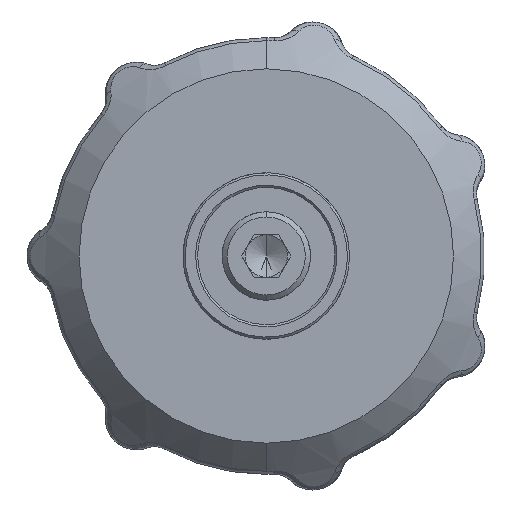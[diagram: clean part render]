
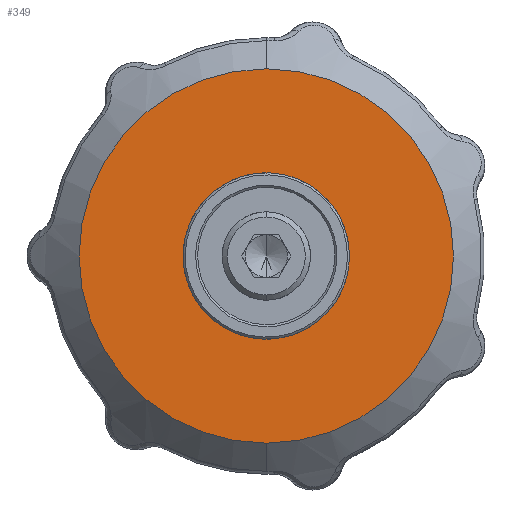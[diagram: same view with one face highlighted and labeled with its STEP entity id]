
A CAD part, front view. The second image highlights one B-rep face of the part: STEP entity #349.
In plain terms, the highlighted planar face has unit normal (0, -1, 0).
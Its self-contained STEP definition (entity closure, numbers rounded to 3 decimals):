
#349 = ADVANCED_FACE ( 'NONE', ( #19688, #2550 ), #11867, .F. ) ;
#611 = AXIS2_PLACEMENT_3D ( 'NONE', #18469, #19807, #13845 ) ;
#890 = DIRECTION ( 'NONE',  ( 0., 0., 1. ) ) ;
#1210 = CARTESIAN_POINT ( 'NONE',  ( 0., -4., 0. ) ) ;
#1229 = DIRECTION ( 'NONE',  ( 0., 0., 1. ) ) ;
#1857 = ORIENTED_EDGE ( 'NONE', *, *, #7880, .T. ) ;
#1887 = DIRECTION ( 'NONE',  ( 0., 0., 1. ) ) ;
#2550 = FACE_OUTER_BOUND ( 'NONE', #18138, .T. ) ;
#3894 = VERTEX_POINT ( 'NONE', #15038 ) ;
#4070 = ORIENTED_EDGE ( 'NONE', *, *, #4811, .T. ) ;
#4811 = EDGE_CURVE ( 'NONE', #18630, #3894, #5900, .T. ) ;
#5010 = CIRCLE ( 'NONE', #19215, 18. ) ;
#5339 = CARTESIAN_POINT ( 'NONE',  ( 0., -4., 0. ) ) ;
#5878 = CARTESIAN_POINT ( 'NONE',  ( 0., -4., 0. ) ) ;
#5900 = CIRCLE ( 'NONE', #611, 5.9 ) ;
#6874 = CARTESIAN_POINT ( 'NONE',  ( 0., -4., 18. ) ) ;
#7453 = CIRCLE ( 'NONE', #19013, 5.9 ) ;
#7880 = EDGE_CURVE ( 'NONE', #3894, #18630, #7453, .T. ) ;
#8094 = ORIENTED_EDGE ( 'NONE', *, *, #12204, .F. ) ;
#8610 = AXIS2_PLACEMENT_3D ( 'NONE', #9430, #11194, #1887 ) ;
#9430 = CARTESIAN_POINT ( 'NONE',  ( 0., -4., 0. ) ) ;
#9442 = EDGE_LOOP ( 'NONE', ( #1857, #4070 ) ) ;
#9953 = CIRCLE ( 'NONE', #8610, 18. ) ;
#11194 = DIRECTION ( 'NONE',  ( 0., 1., 0. ) ) ;
#11614 = ORIENTED_EDGE ( 'NONE', *, *, #13076, .F. ) ;
#11867 = PLANE ( 'NONE',  #18263 ) ;
#11967 = DIRECTION ( 'NONE',  ( 0., 1., 0. ) ) ;
#12204 = EDGE_CURVE ( 'NONE', #17746, #17188, #9953, .T. ) ;
#12998 = CARTESIAN_POINT ( 'NONE',  ( 0., -4., 5.9 ) ) ;
#13076 = EDGE_CURVE ( 'NONE', #17188, #17746, #5010, .T. ) ;
#13845 = DIRECTION ( 'NONE',  ( 0., 0., 1. ) ) ;
#13849 = DIRECTION ( 'NONE',  ( 0., 1., 0. ) ) ;
#15038 = CARTESIAN_POINT ( 'NONE',  ( 0., -4., -5.9 ) ) ;
#17188 = VERTEX_POINT ( 'NONE', #6874 ) ;
#17746 = VERTEX_POINT ( 'NONE', #20165 ) ;
#18138 = EDGE_LOOP ( 'NONE', ( #11614, #8094 ) ) ;
#18263 = AXIS2_PLACEMENT_3D ( 'NONE', #5339, #11967, #19895 ) ;
#18469 = CARTESIAN_POINT ( 'NONE',  ( 0., -4., 0. ) ) ;
#18630 = VERTEX_POINT ( 'NONE', #12998 ) ;
#19013 = AXIS2_PLACEMENT_3D ( 'NONE', #5878, #13849, #1229 ) ;
#19215 = AXIS2_PLACEMENT_3D ( 'NONE', #1210, #20111, #890 ) ;
#19688 = FACE_BOUND ( 'NONE', #9442, .T. ) ;
#19807 = DIRECTION ( 'NONE',  ( 0., 1., 0. ) ) ;
#19895 = DIRECTION ( 'NONE',  ( 0., 0., 1. ) ) ;
#20111 = DIRECTION ( 'NONE',  ( 0., 1., 0. ) ) ;
#20165 = CARTESIAN_POINT ( 'NONE',  ( 0., -4., -18. ) ) ;
